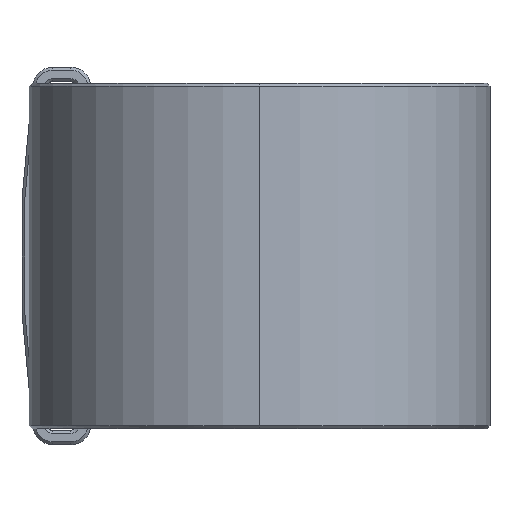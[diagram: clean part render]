
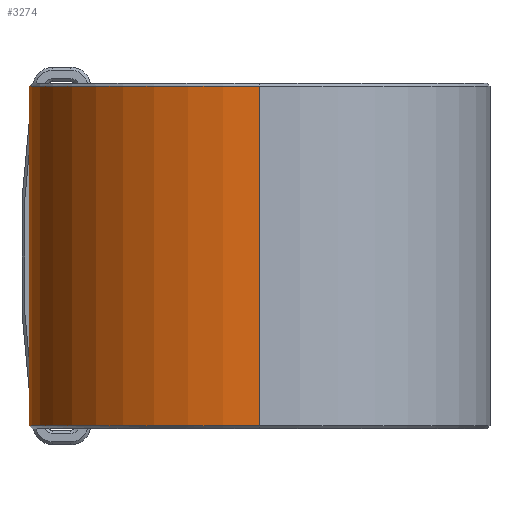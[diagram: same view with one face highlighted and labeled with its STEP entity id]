
A CAD part, left-side view. The second image highlights one B-rep face of the part: STEP entity #3274.
In plain terms, the highlighted cylindrical face has radius 8 mm (diameter 16 mm), a partial arc.
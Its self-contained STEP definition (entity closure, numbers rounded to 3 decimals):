
#27 = LINE ( 'NONE', #3395, #3066 ) ;
#76 = CARTESIAN_POINT ( 'NONE',  ( -1.129, -6.401, 5.9 ) ) ;
#84 = VERTEX_POINT ( 'NONE', #1041 ) ;
#364 = DIRECTION ( 'NONE',  ( -1., 0., 0. ) ) ;
#427 = DIRECTION ( 'NONE',  ( 0., 0., -1. ) ) ;
#432 = ORIENTED_EDGE ( 'NONE', *, *, #3742, .T. ) ;
#528 = EDGE_LOOP ( 'NONE', ( #3751, #3629, #3370, #432 ) ) ;
#645 = AXIS2_PLACEMENT_3D ( 'NONE', #3151, #1366, #3441 ) ;
#653 = DIRECTION ( 'NONE',  ( 0., 0., -1. ) ) ;
#695 = FACE_OUTER_BOUND ( 'NONE', #528, .T. ) ;
#803 = EDGE_CURVE ( 'NONE', #1525, #2045, #27, .T. ) ;
#875 = CIRCLE ( 'NONE', #1171, 8. ) ;
#1041 = CARTESIAN_POINT ( 'NONE',  ( -1.05, 1.598, -5.9 ) ) ;
#1056 = LINE ( 'NONE', #3355, #3330 ) ;
#1171 = AXIS2_PLACEMENT_3D ( 'NONE', #76, #2123, #364 ) ;
#1234 = DIRECTION ( 'NONE',  ( -1., 0., 0. ) ) ;
#1366 = DIRECTION ( 'NONE',  ( 0., 0., 1. ) ) ;
#1525 = VERTEX_POINT ( 'NONE', #2372 ) ;
#1771 = AXIS2_PLACEMENT_3D ( 'NONE', #2426, #653, #1234 ) ;
#1801 = VERTEX_POINT ( 'NONE', #3493 ) ;
#2045 = VERTEX_POINT ( 'NONE', #3709 ) ;
#2123 = DIRECTION ( 'NONE',  ( 0., 0., -1. ) ) ;
#2372 = CARTESIAN_POINT ( 'NONE',  ( -9.129, -6.401, 5.9 ) ) ;
#2426 = CARTESIAN_POINT ( 'NONE',  ( -1.129, -6.401, 6. ) ) ;
#2956 = CYLINDRICAL_SURFACE ( 'NONE', #1771, 8. ) ;
#3062 = DIRECTION ( 'NONE',  ( 0., 0., -1. ) ) ;
#3066 = VECTOR ( 'NONE', #427, 1000. ) ;
#3151 = CARTESIAN_POINT ( 'NONE',  ( -1.129, -6.401, -5.9 ) ) ;
#3253 = EDGE_CURVE ( 'NONE', #1525, #1801, #875, .T. ) ;
#3274 = ADVANCED_FACE ( 'NONE', ( #695 ), #2956, .T. ) ;
#3330 = VECTOR ( 'NONE', #3062, 1000. ) ;
#3355 = CARTESIAN_POINT ( 'NONE',  ( -1.05, 1.598, 6. ) ) ;
#3370 = ORIENTED_EDGE ( 'NONE', *, *, #3618, .T. ) ;
#3395 = CARTESIAN_POINT ( 'NONE',  ( -9.129, -6.401, 6. ) ) ;
#3441 = DIRECTION ( 'NONE',  ( -1., 0., 0. ) ) ;
#3459 = CIRCLE ( 'NONE', #645, 8. ) ;
#3493 = CARTESIAN_POINT ( 'NONE',  ( -1.05, 1.598, 5.9 ) ) ;
#3618 = EDGE_CURVE ( 'NONE', #1801, #84, #1056, .T. ) ;
#3629 = ORIENTED_EDGE ( 'NONE', *, *, #3253, .T. ) ;
#3709 = CARTESIAN_POINT ( 'NONE',  ( -9.129, -6.401, -5.9 ) ) ;
#3742 = EDGE_CURVE ( 'NONE', #84, #2045, #3459, .T. ) ;
#3751 = ORIENTED_EDGE ( 'NONE', *, *, #803, .F. ) ;
